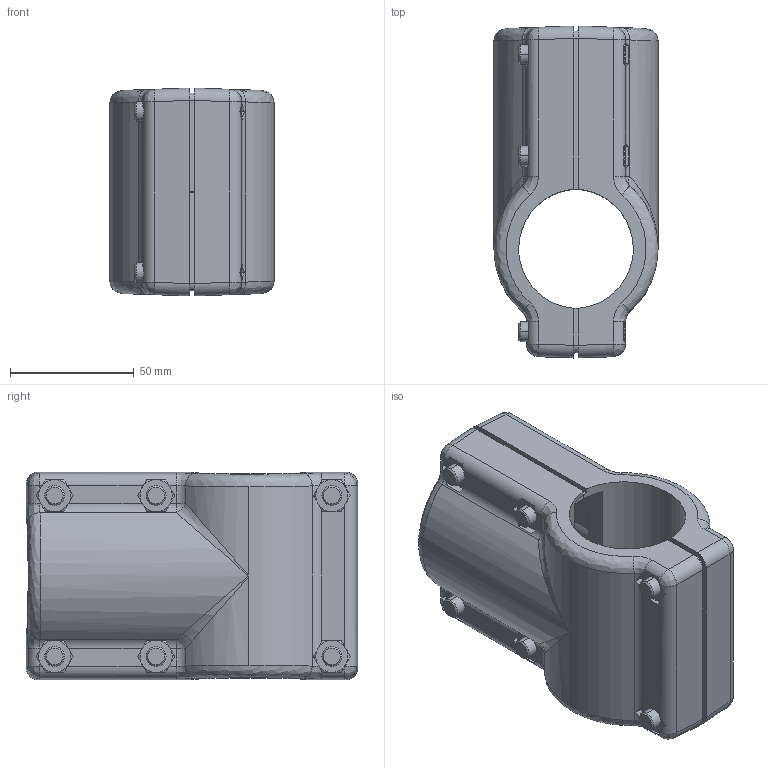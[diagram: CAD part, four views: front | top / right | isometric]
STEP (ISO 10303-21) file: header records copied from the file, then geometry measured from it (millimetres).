
FILE_DESCRIPTION (( 'STEP AP214' ), '1' );
FILE_NAME ('Rexnord-S0562 -605862.STEP', '2023-08-01T11:41:25', ( '' ), ( '' ), 'SwSTEP 2.0', 'SolidWorks 2022', '' );
FILE_SCHEMA (( 'AUTOMOTIVE_DESIGN' ));
Length unit declared in the file: millimetre
Products named in the file (2): Rexnord-S0562 -605862; Rexnord-S0562 -605862_S0562_605862
Assembly tree (1 placements, depth 2):
  Rexnord-S0562 -605862
    Rexnord-S0562 -605862_S0562_605862
Bounding box: 66.3 x 134 x 84 mm (x, y, z)
Surface area: 92202.4 mm2 (no closed solid volume)
Topology: 0 solids, 22 shells, 423 faces, 1183 edges, 768 vertices
Faces by surface type: plane 188, cone 98, cylinder 91, bspline 46
Entity records: 20816 total; most frequent: CARTESIAN_POINT 6179, ORIENTED_EDGE 2065, DIRECTION 1887, EDGE_CURVE 1183, VERTEX_POINT 768, AXIS2_PLACEMENT_3D 664, VECTOR 559, LINE 559
